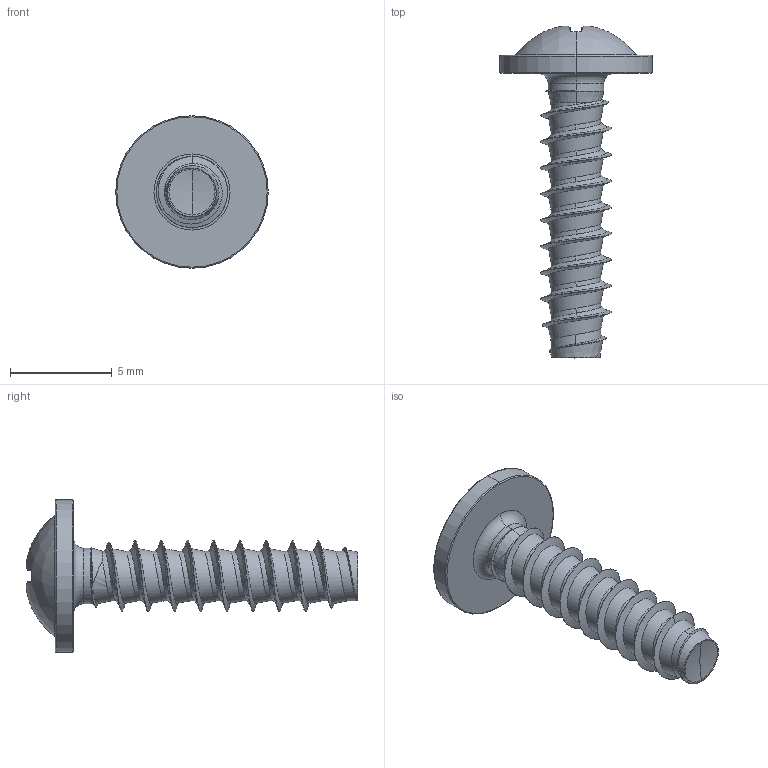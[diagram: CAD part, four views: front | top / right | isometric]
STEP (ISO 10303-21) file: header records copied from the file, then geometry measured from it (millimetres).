
FILE_DESCRIPTION (( 'STEP AP203' ), '1' );
FILE_NAME ('STP310350140.STEP', '2017-08-15T13:11:19', ( '' ), ( '' ), 'SwSTEP 2.0', 'SolidWorks 2015', '' );
FILE_SCHEMA (( 'CONFIG_CONTROL_DESIGN' ));
Length unit declared in the file: millimetre
Products named in the file (1): STP310350140
Bounding box: 7.5 x 16.33 x 7.5 mm (x, y, z)
Volume: 136 mm3; surface area: 298.6 mm2
Topology: 1 solids, 1 shells, 187 faces, 428 edges, 244 vertices
Faces by surface type: bspline 51, cylinder 46, torus 30, sphere 28, plane 23, cone 9
Entity records: 22077 total; most frequent: CARTESIAN_POINT 18201, ORIENTED_EDGE 852, DIRECTION 743, EDGE_CURVE 426, AXIS2_PLACEMENT_3D 332, VERTEX_POINT 244, CIRCLE 195, EDGE_LOOP 190
